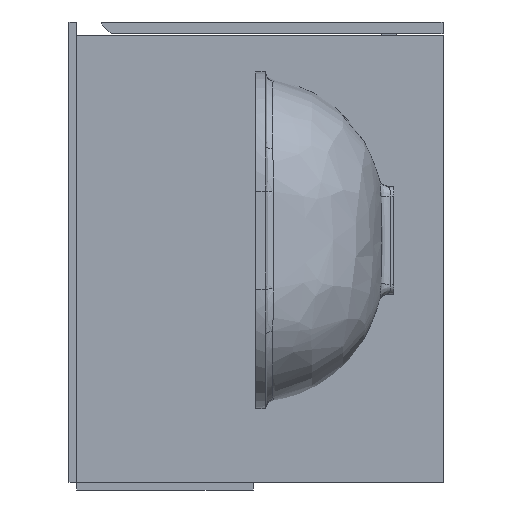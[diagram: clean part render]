
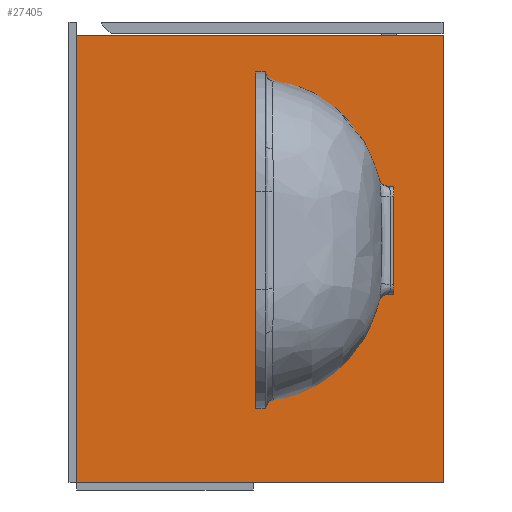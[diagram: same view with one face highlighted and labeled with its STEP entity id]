
A CAD part, left-side view. The second image highlights one B-rep face of the part: STEP entity #27405.
In plain terms, the highlighted planar face has unit normal (-1, 0, 0).
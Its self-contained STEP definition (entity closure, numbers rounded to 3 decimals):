
#1124 = EDGE_CURVE ( 'NONE', #23164, #25499, #25215, .T. ) ;
#2330 = ORIENTED_EDGE ( 'NONE', *, *, #26788, .F. ) ;
#3958 = EDGE_LOOP ( 'NONE', ( #22587, #4872, #17450, #2330 ) ) ;
#4599 = VERTEX_POINT ( 'NONE', #16117 ) ;
#4833 = CARTESIAN_POINT ( 'NONE',  ( 2., 830.396, -470. ) ) ;
#4872 = ORIENTED_EDGE ( 'NONE', *, *, #1124, .T. ) ;
#4913 = VERTEX_POINT ( 'NONE', #19033 ) ;
#5866 = DIRECTION ( 'NONE',  ( 0., 0., 1. ) ) ;
#6279 = CARTESIAN_POINT ( 'NONE',  ( 2., 374., -470. ) ) ;
#6664 = DIRECTION ( 'NONE',  ( 0., -1., 0. ) ) ;
#7579 = VECTOR ( 'NONE', #13903, 1000. ) ;
#7681 = DIRECTION ( 'NONE',  ( 1., 0., 0. ) ) ;
#8964 = DIRECTION ( 'NONE',  ( 0., 0., 1. ) ) ;
#9909 = FACE_OUTER_BOUND ( 'NONE', #3958, .T. ) ;
#10668 = CARTESIAN_POINT ( 'NONE',  ( 2., 0., -470. ) ) ;
#13903 = DIRECTION ( 'NONE',  ( 0., -1., 0. ) ) ;
#14291 = EDGE_CURVE ( 'NONE', #23164, #4913, #20265, .T. ) ;
#16117 = CARTESIAN_POINT ( 'NONE',  ( 2., 0., -14. ) ) ;
#16750 = DIRECTION ( 'NONE',  ( 0., 0., -1. ) ) ;
#17156 = LINE ( 'NONE', #26247, #17248 ) ;
#17248 = VECTOR ( 'NONE', #5866, 1000. ) ;
#17450 = ORIENTED_EDGE ( 'NONE', *, *, #21912, .T. ) ;
#17956 = LINE ( 'NONE', #27042, #28743 ) ;
#18974 = PLANE ( 'NONE',  #20667 ) ;
#19033 = CARTESIAN_POINT ( 'NONE',  ( 2., 374., -14. ) ) ;
#20265 = LINE ( 'NONE', #29350, #28139 ) ;
#20667 = AXIS2_PLACEMENT_3D ( 'NONE', #28069, #7681, #16750 ) ;
#21912 = EDGE_CURVE ( 'NONE', #25499, #4599, #17156, .T. ) ;
#22587 = ORIENTED_EDGE ( 'NONE', *, *, #14291, .F. ) ;
#23164 = VERTEX_POINT ( 'NONE', #6279 ) ;
#25215 = LINE ( 'NONE', #4833, #7579 ) ;
#25499 = VERTEX_POINT ( 'NONE', #10668 ) ;
#26247 = CARTESIAN_POINT ( 'NONE',  ( 2., 0., -470. ) ) ;
#26788 = EDGE_CURVE ( 'NONE', #4913, #4599, #17956, .T. ) ;
#27042 = CARTESIAN_POINT ( 'NONE',  ( 2., 830.396, -14. ) ) ;
#27405 = ADVANCED_FACE ( 'NONE', ( #9909 ), #18974, .F. ) ;
#28069 = CARTESIAN_POINT ( 'NONE',  ( 2., 830.396, -470. ) ) ;
#28139 = VECTOR ( 'NONE', #8964, 1000. ) ;
#28743 = VECTOR ( 'NONE', #6664, 1000. ) ;
#29350 = CARTESIAN_POINT ( 'NONE',  ( 2., 374., -470. ) ) ;
